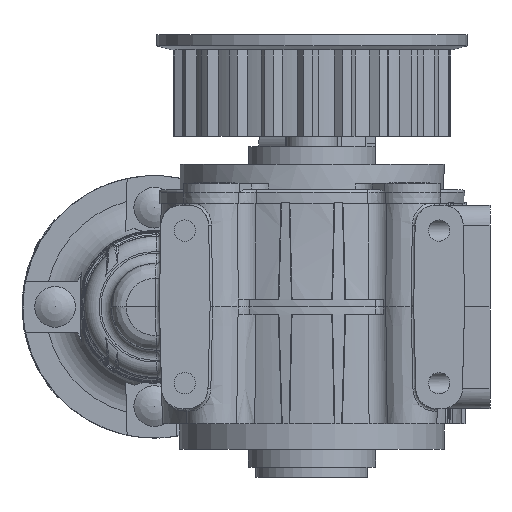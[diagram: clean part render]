
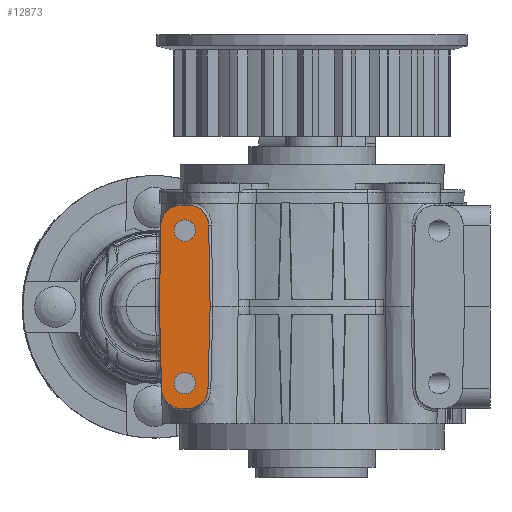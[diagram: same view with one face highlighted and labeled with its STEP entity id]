
A CAD part, left-side view. The second image highlights one B-rep face of the part: STEP entity #12873.
In plain terms, the highlighted planar face has unit normal (-1, 0, 0).
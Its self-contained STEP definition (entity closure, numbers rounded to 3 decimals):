
#12873=ADVANCED_FACE('',(#14054,#14055,#14056),#13672,.T.);
#13672=PLANE('',#34827);
#14054=FACE_BOUND('',#15270,.T.);
#14055=FACE_BOUND('',#15271,.T.);
#14056=FACE_BOUND('',#15272,.T.);
#15270=EDGE_LOOP('',(#23031,#23032,#23033,#23034,#23035,#23036,#23037,#23038,
#23039,#23040,#23041,#23042,#23043,#23044,#23045,#23046));
#15271=EDGE_LOOP('',(#23047));
#15272=EDGE_LOOP('',(#23048));
#16589=LINE('',#75372,#17796);
#16602=LINE('',#75675,#17809);
#16619=LINE('',#76032,#17826);
#16620=LINE('',#76034,#17827);
#16627=LINE('',#76093,#17834);
#16635=LINE('',#79186,#17842);
#16636=LINE('',#79189,#17843);
#16637=LINE('',#79191,#17844);
#16638=LINE('',#79193,#17845);
#16639=LINE('',#79195,#17846);
#17796=VECTOR('',#38830,1.);
#17809=VECTOR('',#38873,1.);
#17826=VECTOR('',#38904,1.);
#17827=VECTOR('',#38905,1.);
#17834=VECTOR('',#38914,1.);
#17842=VECTOR('',#39018,1.);
#17843=VECTOR('',#39021,1.);
#17844=VECTOR('',#39022,1.);
#17845=VECTOR('',#39023,1.);
#17846=VECTOR('',#39024,1.);
#23031=ORIENTED_EDGE('',*,*,#30181,.T.);
#23032=ORIENTED_EDGE('',*,*,#30181,.F.);
#23033=ORIENTED_EDGE('',*,*,#30068,.T.);
#23034=ORIENTED_EDGE('',*,*,#30182,.F.);
#23035=ORIENTED_EDGE('',*,*,#30042,.F.);
#23036=ORIENTED_EDGE('',*,*,#30039,.F.);
#23037=ORIENTED_EDGE('',*,*,#30183,.F.);
#23038=ORIENTED_EDGE('',*,*,#30184,.F.);
#23039=ORIENTED_EDGE('',*,*,#30184,.T.);
#23040=ORIENTED_EDGE('',*,*,#30185,.F.);
#23041=ORIENTED_EDGE('',*,*,#30186,.F.);
#23042=ORIENTED_EDGE('',*,*,#30020,.F.);
#23043=ORIENTED_EDGE('',*,*,#30010,.F.);
#23044=ORIENTED_EDGE('',*,*,#30180,.F.);
#23045=ORIENTED_EDGE('',*,*,#30082,.F.);
#23046=ORIENTED_EDGE('',*,*,#30069,.T.);
#23047=ORIENTED_EDGE('',*,*,#28869,.F.);
#23048=ORIENTED_EDGE('',*,*,#28867,.F.);
#26204=VERTEX_POINT('',#60391);
#26206=VERTEX_POINT('',#60397);
#26914=VERTEX_POINT('',#75369);
#26915=VERTEX_POINT('',#75371);
#26922=VERTEX_POINT('',#75391);
#26931=VERTEX_POINT('',#75666);
#26932=VERTEX_POINT('',#75668);
#26933=VERTEX_POINT('',#75672);
#26947=VERTEX_POINT('',#75982);
#26955=VERTEX_POINT('',#76031);
#26956=VERTEX_POINT('',#76033);
#26957=VERTEX_POINT('',#76037);
#27000=VERTEX_POINT('',#79187);
#27001=VERTEX_POINT('',#79190);
#27002=VERTEX_POINT('',#79192);
#27003=VERTEX_POINT('',#79194);
#28867=EDGE_CURVE('',#26204,#26204,#31422,.T.);
#28869=EDGE_CURVE('',#26206,#26206,#31424,.T.);
#30010=EDGE_CURVE('',#26915,#26914,#16589,.T.);
#30020=EDGE_CURVE('',#26914,#26922,#31710,.T.);
#30039=EDGE_CURVE('',#26932,#26931,#31714,.T.);
#30042=EDGE_CURVE('',#26931,#26933,#16602,.T.);
#30068=EDGE_CURVE('',#26956,#26955,#16619,.T.);
#30069=EDGE_CURVE('',#26947,#26956,#16620,.T.);
#30082=EDGE_CURVE('',#26947,#26957,#16627,.T.);
#30180=EDGE_CURVE('',#26957,#26915,#31743,.T.);
#30181=EDGE_CURVE('',#26956,#27000,#16635,.T.);
#30182=EDGE_CURVE('',#26933,#26955,#31744,.T.);
#30183=EDGE_CURVE('',#27001,#26932,#16636,.T.);
#30184=EDGE_CURVE('',#27002,#27001,#16637,.T.);
#30185=EDGE_CURVE('',#27003,#27001,#16638,.T.);
#30186=EDGE_CURVE('',#26922,#27003,#16639,.T.);
#31422=CIRCLE('',#34177,2.1);
#31424=CIRCLE('',#34181,2.1);
#31710=CIRCLE('',#34758,4.);
#31714=CIRCLE('',#34767,4.);
#31743=CIRCLE('',#34824,4.);
#31744=CIRCLE('',#34826,4.);
#34177=AXIS2_PLACEMENT_3D('',#60390,#37527,#37528);
#34181=AXIS2_PLACEMENT_3D('',#60396,#37535,#37536);
#34758=AXIS2_PLACEMENT_3D('',#75392,#38846,#38847);
#34767=AXIS2_PLACEMENT_3D('',#75669,#38866,#38867);
#34824=AXIS2_PLACEMENT_3D('',#79184,#39014,#39015);
#34826=AXIS2_PLACEMENT_3D('',#79188,#39019,#39020);
#34827=AXIS2_PLACEMENT_3D('',#79196,#39025,#39026);
#37527=DIRECTION('',(-1.,0.,0.));
#37528=DIRECTION('',(0.,0.,-1.));
#37535=DIRECTION('',(-1.,0.,0.));
#37536=DIRECTION('',(0.,0.,-1.));
#38830=DIRECTION('',(0.,-1.,0.));
#38846=DIRECTION('',(1.,0.,0.));
#38847=DIRECTION('',(0.,0.,1.));
#38866=DIRECTION('',(1.,0.,0.));
#38867=DIRECTION('',(0.,0.,1.));
#38873=DIRECTION('',(0.,1.,0.));
#38904=DIRECTION('',(0.,-0.026,-1.));
#38905=DIRECTION('',(0.,-0.026,-1.));
#38914=DIRECTION('',(0.,-0.017,1.));
#39014=DIRECTION('',(1.,0.,0.));
#39015=DIRECTION('',(0.,0.,1.));
#39018=DIRECTION('',(0.,-1.,0.));
#39019=DIRECTION('',(1.,0.,0.));
#39020=DIRECTION('',(0.,0.,1.));
#39021=DIRECTION('',(0.,0.026,-1.));
#39022=DIRECTION('',(0.,-1.,0.));
#39023=DIRECTION('',(0.,0.026,-1.));
#39024=DIRECTION('',(0.,-0.017,-1.));
#39025=DIRECTION('',(-1.,0.,0.));
#39026=DIRECTION('',(0.,1.,0.));
#60390=CARTESIAN_POINT('',(-35.,25.,-14.5));
#60391=CARTESIAN_POINT('',(-35.,25.,-16.6));
#60396=CARTESIAN_POINT('',(-35.,25.,15.5));
#60397=CARTESIAN_POINT('',(-35.,25.,13.4));
#75369=CARTESIAN_POINT('',(-35.,24.3,20.5));
#75371=CARTESIAN_POINT('',(-35.,25.7,20.5));
#75372=CARTESIAN_POINT('',(-35.,29.98,20.5));
#75391=CARTESIAN_POINT('',(-35.,20.3,16.57));
#75392=CARTESIAN_POINT('',(-35.,24.3,16.5));
#75666=CARTESIAN_POINT('',(-35.,24.44,-19.5));
#75668=CARTESIAN_POINT('',(-35.,20.442,-15.605));
#75669=CARTESIAN_POINT('',(-35.,24.44,-15.5));
#75672=CARTESIAN_POINT('',(-35.,25.56,-19.5));
#75675=CARTESIAN_POINT('',(-35.,0.,-19.5));
#75982=CARTESIAN_POINT('',(-35.,29.98,0.5));
#76031=CARTESIAN_POINT('',(-35.,29.558,-15.605));
#76032=CARTESIAN_POINT('',(-35.,29.98,0.5));
#76033=CARTESIAN_POINT('',(-35.,29.92,-1.792));
#76034=CARTESIAN_POINT('',(-35.,29.98,0.5));
#76037=CARTESIAN_POINT('',(-35.,29.7,16.57));
#76093=CARTESIAN_POINT('',(-35.,29.98,0.5));
#79184=CARTESIAN_POINT('',(-35.,25.7,16.5));
#79186=CARTESIAN_POINT('',(-35.,29.98,-1.792));
#79187=CARTESIAN_POINT('',(-35.,29.009,-1.792));
#79188=CARTESIAN_POINT('',(-35.,25.56,-15.5));
#79189=CARTESIAN_POINT('',(-35.,20.02,0.5));
#79190=CARTESIAN_POINT('',(-35.,20.08,-1.792));
#79191=CARTESIAN_POINT('',(-35.,29.98,-1.792));
#79192=CARTESIAN_POINT('',(-35.,20.991,-1.792));
#79193=CARTESIAN_POINT('',(-35.,20.02,0.5));
#79194=CARTESIAN_POINT('',(-35.,20.02,0.5));
#79195=CARTESIAN_POINT('',(-35.,20.02,0.5));
#79196=CARTESIAN_POINT('',(-35.,29.98,0.5));
